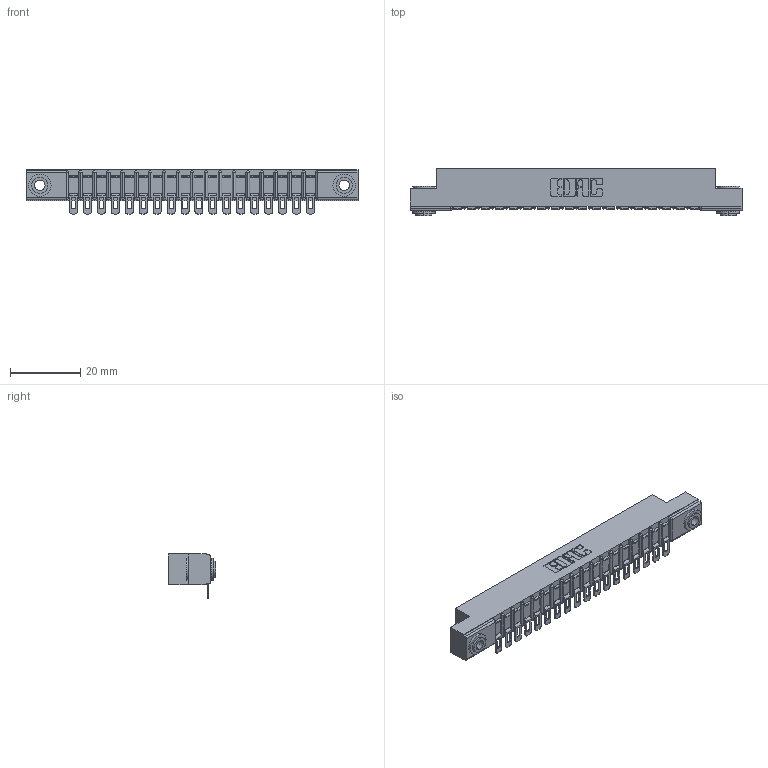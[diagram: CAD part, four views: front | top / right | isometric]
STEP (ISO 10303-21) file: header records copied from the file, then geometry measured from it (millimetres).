
FILE_DESCRIPTION (( 'STEP AP203' ), '1' );
FILE_NAME ('357-018-554-103.STEP', '2019-09-16T21:37:08', ( '' ), ( '' ), 'SwSTEP 2.0', 'SolidWorks 2016', '' );
FILE_SCHEMA (( 'CONFIG_CONTROL_DESIGN' ));
Length unit declared in the file: inch
Products named in the file (4): 357-018-554-103; 307 Part_.156 Dia Mounting Holes; 345-250-002_345-250-002-102; 307-290-002_554
Assembly tree (21 placements, depth 2):
  357-018-554-103
    307 Part_.156 Dia Mounting Holes
    307-290-002_554  x18
    345-250-002_345-250-002-102  x2
Bounding box: 94.34 x 13.36 x 12.52 mm (x, y, z)
Volume: 6233.5 mm3; surface area: 11433.4 mm2
Topology: 21 solids, 21 shells, 1647 faces, 4989 edges, 3270 vertices
Faces by surface type: plane 922, cylinder 679, sphere 38, cone 8
Entity records: 20420 total; most frequent: CARTESIAN_POINT 3419, ORIENTED_EDGE 3400, DIRECTION 3354, EDGE_CURVE 1700, VECTOR 1276, LINE 1276, VERTEX_POINT 1104, AXIS2_PLACEMENT_3D 1039
